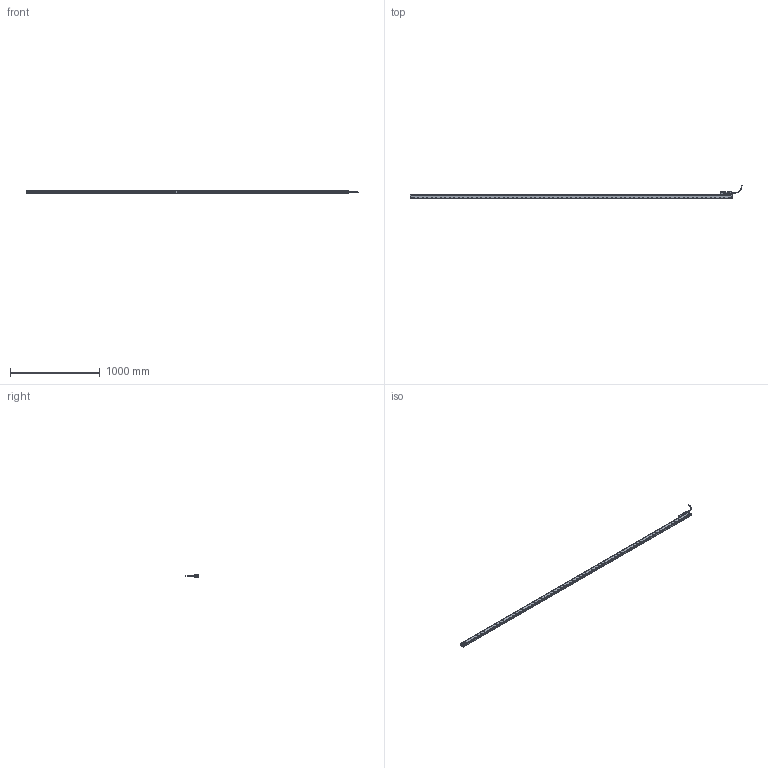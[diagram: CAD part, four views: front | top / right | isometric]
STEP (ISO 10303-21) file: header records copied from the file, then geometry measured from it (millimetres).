
FILE_DESCRIPTION(('CATIA V5 STEP'),'2;1');
FILE_NAME('SR67A-344-L.stp','2013-12-03T04:32:57+00:00',('none'),('none'),'CATIA Version 5 Release 19 SP 6 (IN-10)','CATIA V5 STEP AP214','none');
FILE_SCHEMA(('AUTOMOTIVE_DESIGN { 1 0 10303 214 1 1 1 1 }'));
Products named in the file (1): SR67A-344-L
Bounding box: 3689.4 x 153.8 x 31.5 mm (x, y, z)
Volume: 4635247.1 mm3; surface area: 731523.8 mm2
Topology: 1 solids, 329 shells, 8289 faces, 22222 edges, 14783 vertices
Faces by surface type: plane 3615, cylinder 3366, cone 880, torus 341, sphere 43, bspline 33, extrusion 11
Entity records: 248802 total; most frequent: CARTESIAN_POINT 52716, ORIENTED_EDGE 44068, DIRECTION 32952, EDGE_CURVE 22034, AXIS2_PLACEMENT_3D 15723, VERTEX_POINT 14779, VECTOR 11169, LINE 11158
